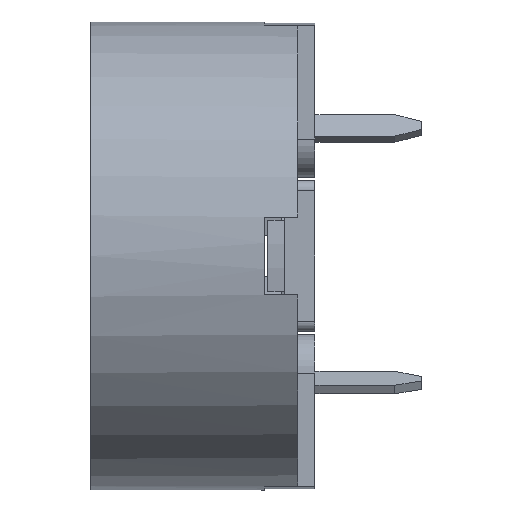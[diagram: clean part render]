
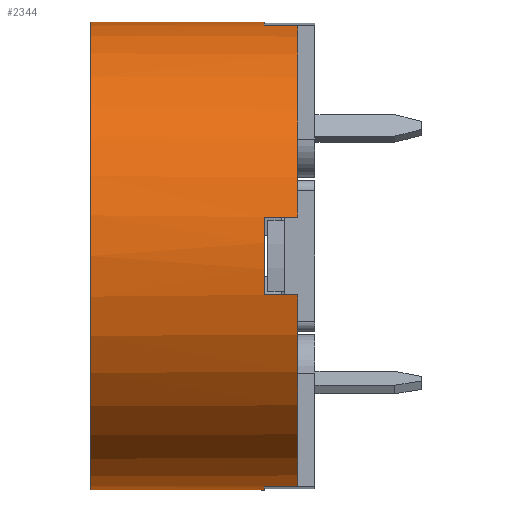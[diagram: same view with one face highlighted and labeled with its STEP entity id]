
A CAD part, left-side view. The second image highlights one B-rep face of the part: STEP entity #2344.
In plain terms, the highlighted cylindrical face has radius 7 mm (diameter 14 mm), a partial arc.
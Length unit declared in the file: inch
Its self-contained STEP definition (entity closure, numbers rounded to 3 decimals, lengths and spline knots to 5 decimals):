
#11 = CARTESIAN_POINT ( 'NONE',  ( 0., 0.12992, 0. ) ) ;
#12 = VERTEX_POINT ( 'NONE', #3224 ) ;
#84 = ORIENTED_EDGE ( 'NONE', *, *, #2626, .T. ) ;
#88 = DIRECTION ( 'NONE',  ( 0., -1., 0. ) ) ;
#93 = ORIENTED_EDGE ( 'NONE', *, *, #2965, .T. ) ;
#95 = DIRECTION ( 'NONE',  ( 0.164, 0., -0.986 ) ) ;
#101 = CIRCLE ( 'NONE', #270, 0.27559 ) ;
#110 = LINE ( 'NONE', #1165, #1473 ) ;
#120 = ORIENTED_EDGE ( 'NONE', *, *, #1670, .F. ) ;
#209 = CARTESIAN_POINT ( 'NONE',  ( 0., 0.16929, 0. ) ) ;
#227 = CYLINDRICAL_SURFACE ( 'NONE', #2314, 0.27559 ) ;
#261 = CARTESIAN_POINT ( 'NONE',  ( -0.27175, 0.16929, -0.04587 ) ) ;
#270 = AXIS2_PLACEMENT_3D ( 'NONE', #1435, #1693, #95 ) ;
#279 = ORIENTED_EDGE ( 'NONE', *, *, #1172, .T. ) ;
#333 = LINE ( 'NONE', #2949, #2321 ) ;
#360 = VERTEX_POINT ( 'NONE', #527 ) ;
#384 = CARTESIAN_POINT ( 'NONE',  ( 0., 0.35827, -0.27559 ) ) ;
#442 = DIRECTION ( 'NONE',  ( 0., 1., 0. ) ) ;
#524 = CARTESIAN_POINT ( 'NONE',  ( 0., 0.35827, 0. ) ) ;
#527 = CARTESIAN_POINT ( 'NONE',  ( -0.04528, 0.16929, -0.27185 ) ) ;
#535 = DIRECTION ( 'NONE',  ( -0.179, 0., -0.984 ) ) ;
#551 = LINE ( 'NONE', #1615, #1409 ) ;
#564 = DIRECTION ( 'NONE',  ( -0.986, 0., -0.166 ) ) ;
#570 = CARTESIAN_POINT ( 'NONE',  ( 0., 0.37402, 0. ) ) ;
#585 = CIRCLE ( 'NONE', #2416, 0.27559 ) ;
#634 = CIRCLE ( 'NONE', #3015, 0.27559 ) ;
#672 = ORIENTED_EDGE ( 'NONE', *, *, #1091, .T. ) ;
#691 = DIRECTION ( 'NONE',  ( 0., 0., 1. ) ) ;
#718 = VERTEX_POINT ( 'NONE', #261 ) ;
#753 = VERTEX_POINT ( 'NONE', #2802 ) ;
#830 = EDGE_LOOP ( 'NONE', ( #1590, #1861, #2944, #3418, #93, #1745, #1893, #2617, #672, #120, #279, #2397, #84, #1106 ) ) ;
#875 = EDGE_CURVE ( 'NONE', #3077, #2112, #3119, .T. ) ;
#881 = CARTESIAN_POINT ( 'NONE',  ( -0.04921, 0.16929, -0.27116 ) ) ;
#887 = DIRECTION ( 'NONE',  ( 0., 1., 0. ) ) ;
#1056 = DIRECTION ( 'NONE',  ( 0., -1., 0. ) ) ;
#1068 = EDGE_CURVE ( 'NONE', #2514, #1274, #551, .T. ) ;
#1091 = EDGE_CURVE ( 'NONE', #718, #2379, #634, .T. ) ;
#1103 = CARTESIAN_POINT ( 'NONE',  ( 0., 0.16929, 0. ) ) ;
#1106 = ORIENTED_EDGE ( 'NONE', *, *, #1709, .T. ) ;
#1143 = CARTESIAN_POINT ( 'NONE',  ( -0.04528, 0.16929, 0.27185 ) ) ;
#1154 = AXIS2_PLACEMENT_3D ( 'NONE', #1103, #887, #3272 ) ;
#1165 = CARTESIAN_POINT ( 'NONE',  ( -0.27175, 0.12992, 0.04587 ) ) ;
#1172 = EDGE_CURVE ( 'NONE', #2134, #1274, #2795, .T. ) ;
#1274 = VERTEX_POINT ( 'NONE', #2249 ) ;
#1297 = AXIS2_PLACEMENT_3D ( 'NONE', #3291, #1452, #2815 ) ;
#1409 = VECTOR ( 'NONE', #2665, 39.37008 ) ;
#1435 = CARTESIAN_POINT ( 'NONE',  ( 0., 0.16929, 0. ) ) ;
#1452 = DIRECTION ( 'NONE',  ( 0., 1., 0. ) ) ;
#1473 = VECTOR ( 'NONE', #442, 39.37008 ) ;
#1518 = AXIS2_PLACEMENT_3D ( 'NONE', #11, #2337, #535 ) ;
#1563 = DIRECTION ( 'NONE',  ( 0., 0., -1. ) ) ;
#1577 = DIRECTION ( 'NONE',  ( 0., 1., 0. ) ) ;
#1590 = ORIENTED_EDGE ( 'NONE', *, *, #1696, .F. ) ;
#1610 = CARTESIAN_POINT ( 'NONE',  ( 0., 0.37402, -0.27559 ) ) ;
#1615 = CARTESIAN_POINT ( 'NONE',  ( -0.04921, 0.16929, 0.27116 ) ) ;
#1670 = EDGE_CURVE ( 'NONE', #2134, #2379, #110, .T. ) ;
#1676 = DIRECTION ( 'NONE',  ( 0., 1., 0. ) ) ;
#1693 = DIRECTION ( 'NONE',  ( 0., 1., 0. ) ) ;
#1696 = EDGE_CURVE ( 'NONE', #12, #753, #1803, .T. ) ;
#1709 = EDGE_CURVE ( 'NONE', #2020, #753, #585, .T. ) ;
#1745 = ORIENTED_EDGE ( 'NONE', *, *, #3251, .F. ) ;
#1748 = CARTESIAN_POINT ( 'NONE',  ( -0.04921, 0.16929, 0.27116 ) ) ;
#1751 = CIRCLE ( 'NONE', #2805, 0.27559 ) ;
#1784 = DIRECTION ( 'NONE',  ( 0., -1., 0. ) ) ;
#1787 = CARTESIAN_POINT ( 'NONE',  ( -0.04921, 0.12992, -0.27116 ) ) ;
#1803 = LINE ( 'NONE', #2032, #2248 ) ;
#1861 = ORIENTED_EDGE ( 'NONE', *, *, #1877, .F. ) ;
#1870 = VERTEX_POINT ( 'NONE', #2915 ) ;
#1875 = CIRCLE ( 'NONE', #2206, 0.27559 ) ;
#1877 = EDGE_CURVE ( 'NONE', #3232, #12, #1751, .T. ) ;
#1879 = DIRECTION ( 'NONE',  ( 0., -1., 0. ) ) ;
#1893 = ORIENTED_EDGE ( 'NONE', *, *, #875, .T. ) ;
#1929 = DIRECTION ( 'NONE',  ( 0., 1., 0. ) ) ;
#2009 = EDGE_CURVE ( 'NONE', #3232, #1870, #3033, .T. ) ;
#2020 = VERTEX_POINT ( 'NONE', #1143 ) ;
#2032 = CARTESIAN_POINT ( 'NONE',  ( 0., 0.35827, 0.27559 ) ) ;
#2034 = VECTOR ( 'NONE', #88, 39.37008 ) ;
#2044 = CARTESIAN_POINT ( 'NONE',  ( -0.27175, 0.12992, 0.04587 ) ) ;
#2058 = VERTEX_POINT ( 'NONE', #881 ) ;
#2061 = CARTESIAN_POINT ( 'NONE',  ( 0., 0.16929, 0. ) ) ;
#2082 = CARTESIAN_POINT ( 'NONE',  ( -0.27175, 0.12992, -0.04587 ) ) ;
#2112 = VERTEX_POINT ( 'NONE', #2082 ) ;
#2134 = VERTEX_POINT ( 'NONE', #2044 ) ;
#2206 = AXIS2_PLACEMENT_3D ( 'NONE', #2061, #1577, #2911 ) ;
#2248 = VECTOR ( 'NONE', #1784, 39.37008 ) ;
#2249 = CARTESIAN_POINT ( 'NONE',  ( -0.04921, 0.12992, 0.27116 ) ) ;
#2314 = AXIS2_PLACEMENT_3D ( 'NONE', #524, #1879, #1563 ) ;
#2321 = VECTOR ( 'NONE', #1929, 39.37008 ) ;
#2337 = DIRECTION ( 'NONE',  ( 0., 1., 0. ) ) ;
#2344 = ADVANCED_FACE ( 'NONE', ( #2605 ), #227, .T. ) ;
#2345 = DIRECTION ( 'NONE',  ( 0., 1., 0. ) ) ;
#2379 = VERTEX_POINT ( 'NONE', #2705 ) ;
#2397 = ORIENTED_EDGE ( 'NONE', *, *, #1068, .F. ) ;
#2416 = AXIS2_PLACEMENT_3D ( 'NONE', #209, #2345, #691 ) ;
#2418 = DIRECTION ( 'NONE',  ( 0., 0., 1. ) ) ;
#2514 = VERTEX_POINT ( 'NONE', #1748 ) ;
#2601 = LINE ( 'NONE', #3422, #3299 ) ;
#2605 = FACE_OUTER_BOUND ( 'NONE', #830, .T. ) ;
#2617 = ORIENTED_EDGE ( 'NONE', *, *, #2668, .F. ) ;
#2626 = EDGE_CURVE ( 'NONE', #2514, #2020, #1875, .T. ) ;
#2665 = DIRECTION ( 'NONE',  ( 0., -1., 0. ) ) ;
#2668 = EDGE_CURVE ( 'NONE', #718, #2112, #2601, .T. ) ;
#2705 = CARTESIAN_POINT ( 'NONE',  ( -0.27175, 0.16929, 0.04587 ) ) ;
#2795 = CIRCLE ( 'NONE', #1297, 0.27559 ) ;
#2802 = CARTESIAN_POINT ( 'NONE',  ( 0., 0.16929, 0.27559 ) ) ;
#2805 = AXIS2_PLACEMENT_3D ( 'NONE', #570, #2896, #2418 ) ;
#2813 = CIRCLE ( 'NONE', #1154, 0.27559 ) ;
#2815 = DIRECTION ( 'NONE',  ( -0.986, 0., 0.166 ) ) ;
#2896 = DIRECTION ( 'NONE',  ( 0., 1., 0. ) ) ;
#2911 = DIRECTION ( 'NONE',  ( -0.179, 0., 0.984 ) ) ;
#2915 = CARTESIAN_POINT ( 'NONE',  ( 0., 0.16929, -0.27559 ) ) ;
#2944 = ORIENTED_EDGE ( 'NONE', *, *, #2009, .T. ) ;
#2949 = CARTESIAN_POINT ( 'NONE',  ( -0.04921, 0.12992, -0.27116 ) ) ;
#2965 = EDGE_CURVE ( 'NONE', #360, #2058, #2813, .T. ) ;
#2993 = CARTESIAN_POINT ( 'NONE',  ( 0., 0.16929, 0. ) ) ;
#3005 = EDGE_CURVE ( 'NONE', #1870, #360, #101, .T. ) ;
#3015 = AXIS2_PLACEMENT_3D ( 'NONE', #2993, #1676, #564 ) ;
#3033 = LINE ( 'NONE', #384, #2034 ) ;
#3077 = VERTEX_POINT ( 'NONE', #1787 ) ;
#3119 = CIRCLE ( 'NONE', #1518, 0.27559 ) ;
#3224 = CARTESIAN_POINT ( 'NONE',  ( 0., 0.37402, 0.27559 ) ) ;
#3232 = VERTEX_POINT ( 'NONE', #1610 ) ;
#3251 = EDGE_CURVE ( 'NONE', #3077, #2058, #333, .T. ) ;
#3272 = DIRECTION ( 'NONE',  ( -0.164, 0., -0.986 ) ) ;
#3291 = CARTESIAN_POINT ( 'NONE',  ( 0., 0.12992, 0. ) ) ;
#3299 = VECTOR ( 'NONE', #1056, 39.37008 ) ;
#3418 = ORIENTED_EDGE ( 'NONE', *, *, #3005, .T. ) ;
#3422 = CARTESIAN_POINT ( 'NONE',  ( -0.27175, 0.16929, -0.04587 ) ) ;
